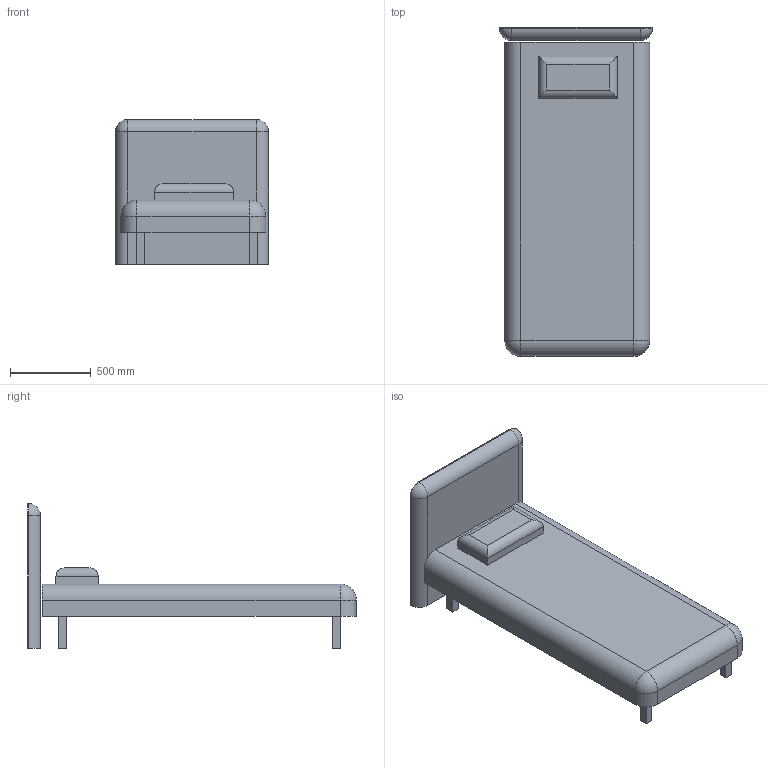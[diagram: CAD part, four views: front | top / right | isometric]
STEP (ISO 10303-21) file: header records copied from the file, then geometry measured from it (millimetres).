
FILE_DESCRIPTION(('FreeCAD Model'),'2;1');
FILE_NAME( 'SingleBed_900x2000mm.step', '2019-11-16T09:38:01',('Author'),(''), 'Open CASCADE STEP processor 7.3','FreeCAD','Unknown');
FILE_SCHEMA(('AUTOMOTIVE_DESIGN { 1 0 10303 214 1 1 1 1 }'));
Length unit declared in the file: millimetre
Products named in the file (1): SingleBed_900x2000mm
Bounding box: 950 x 2041.16 x 900 mm (x, y, z)
Volume: 419246014.5 mm3; surface area: 6597882.1 mm2
Topology: 2 solids, 2 shells, 55 faces, 126 edges, 76 vertices
Faces by surface type: plane 37, cylinder 14, sphere 4
Entity records: 3537 total; most frequent: CARTESIAN_POINT 593, DIRECTION 489, LINE 326, VECTOR 326, ORIENTED_EDGE 244, PCURVE 244, DEFINITIONAL_REPRESENTATION 244, EDGE_CURVE 122
